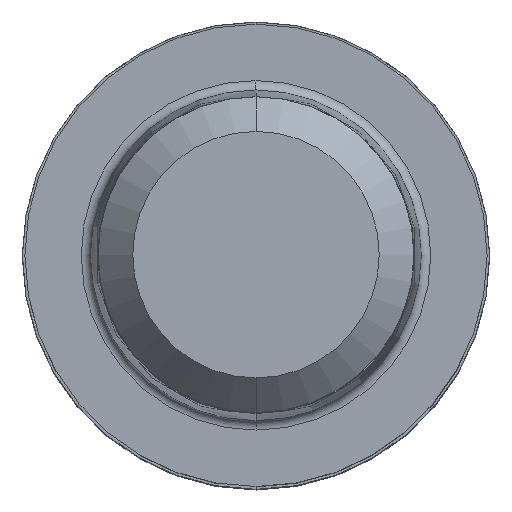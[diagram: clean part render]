
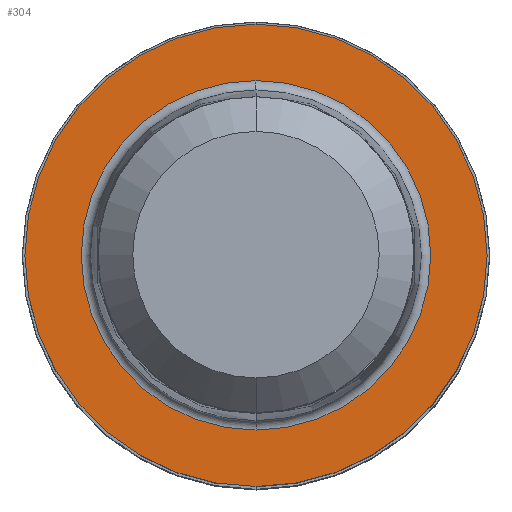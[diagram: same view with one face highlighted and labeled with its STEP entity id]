
A CAD part, top view. The second image highlights one B-rep face of the part: STEP entity #304.
In plain terms, the highlighted planar face has unit normal (0, 0, 1).
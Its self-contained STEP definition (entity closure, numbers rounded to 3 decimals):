
#168=EDGE_CURVE('',#412,#206,#457,.T.);
#206=VERTEX_POINT('',#499);
#222=EDGE_CURVE('',#244,#338,#516,.T.);
#230=EDGE_CURVE('',#206,#412,#525,.T.);
#244=VERTEX_POINT('',#541);
#304=ADVANCED_FACE('',(#607,#608),#609,.T.);
#338=VERTEX_POINT('',#651);
#350=EDGE_CURVE('',#338,#244,#665,.T.);
#412=VERTEX_POINT('',#733);
#457=CIRCLE('',#777,5.935);
#499=CARTESIAN_POINT('',(0.,-5.935,0.01));
#516=CIRCLE('',#853,7.85);
#525=CIRCLE('',#864,5.935);
#541=CARTESIAN_POINT('',(0.0,7.85,0.01));
#607=FACE_OUTER_BOUND('',#971,.T.);
#608=FACE_BOUND('',#972,.T.);
#609=PLANE('',#973);
#651=CARTESIAN_POINT('',(0.,-7.85,0.01));
#665=CIRCLE('',#1038,7.85);
#733=CARTESIAN_POINT('',(0.0,5.935,0.01));
#777=AXIS2_PLACEMENT_3D('',#1166,#1167,#1168);
#853=AXIS2_PLACEMENT_3D('',#1226,#1227,#1228);
#864=AXIS2_PLACEMENT_3D('',#1240,#1241,#1242);
#971=EDGE_LOOP('',(#1337,#1338));
#972=EDGE_LOOP('',(#1339,#1340));
#973=AXIS2_PLACEMENT_3D('',#1341,#1342,#1343);
#1038=AXIS2_PLACEMENT_3D('',#1436,#1437,#1438);
#1166=CARTESIAN_POINT('',(0.0,0.0,0.01));
#1167=DIRECTION('',(0.0,0.0,-1.0));
#1168=DIRECTION('',(0.0,1.0,0.0));
#1226=CARTESIAN_POINT('',(0.0,0.0,0.01));
#1227=DIRECTION('',(0.0,0.0,-1.0));
#1228=DIRECTION('',(0.0,1.0,0.0));
#1240=CARTESIAN_POINT('',(0.0,0.0,0.01));
#1241=DIRECTION('',(0.0,0.0,-1.0));
#1242=DIRECTION('',(0.0,1.0,0.0));
#1337=ORIENTED_EDGE('',*,*,#222,.F.);
#1338=ORIENTED_EDGE('',*,*,#350,.F.);
#1339=ORIENTED_EDGE('',*,*,#168,.T.);
#1340=ORIENTED_EDGE('',*,*,#230,.T.);
#1341=CARTESIAN_POINT('',(0.0,3.925,0.01));
#1342=DIRECTION('',(-0.0,0.0,1.0));
#1343=DIRECTION('',(0.0,-1.0,0.0));
#1436=CARTESIAN_POINT('',(0.0,0.0,0.01));
#1437=DIRECTION('',(0.0,0.0,-1.0));
#1438=DIRECTION('',(0.0,1.0,0.0));
